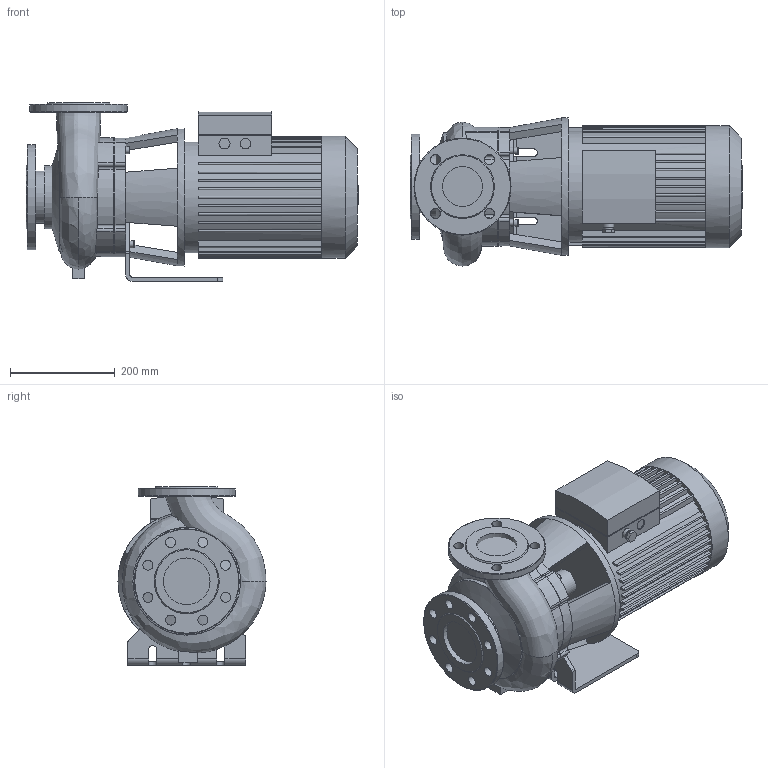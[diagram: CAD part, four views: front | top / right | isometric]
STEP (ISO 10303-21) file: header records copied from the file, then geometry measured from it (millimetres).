
FILE_DESCRIPTION(/* description */ (''),/* implementation_level */ '2;1');
FILE_NAME(/* name */ '3d_BL65_120-4_2-2121164.stp',/* time_stamp */ '2017-11-06T15:07:41+01:00',/* author */ ('Andrzej'),/* organization */ (''),/* preprocessor_version */ 'ST-DEVELOPER v16.13',/* originating_system */ 'AutoCAD Mechanical',/* authorisation */ '');
FILE_SCHEMA (('AUTOMOTIVE_DESIGN { 1 0 10303 214 3 1 1 }'));
Length unit declared in the file: millimetre
Products named in the file (1): Product
Bounding box: 632.5 x 282 x 340 mm (x, y, z)
Volume: 23513201.6 mm3; surface area: 1267270.6 mm2
Topology: 9 solids, 9 shells, 466 faces, 1252 edges, 815 vertices
Faces by surface type: plane 272, cylinder 147, bspline 31, torus 8, cone 8
Full cylindrical faces by diameter (mm): 9 x4, 13 x4, 16 x1, 19 x12, 20 x4, 50 x1, 76.1 x1, 88.9 x1, 99.9 x1, 119.9 x1, 185 x1, 200 x1, 212 x1, 232 x1, 262 x1
Entity records: 17764 total; most frequent: CARTESIAN_POINT 6078, DIRECTION 2423, ORIENTED_EDGE 2392, EDGE_CURVE 1196, AXIS2_PLACEMENT_3D 877, VERTEX_POINT 806, LINE 669, VECTOR 669
